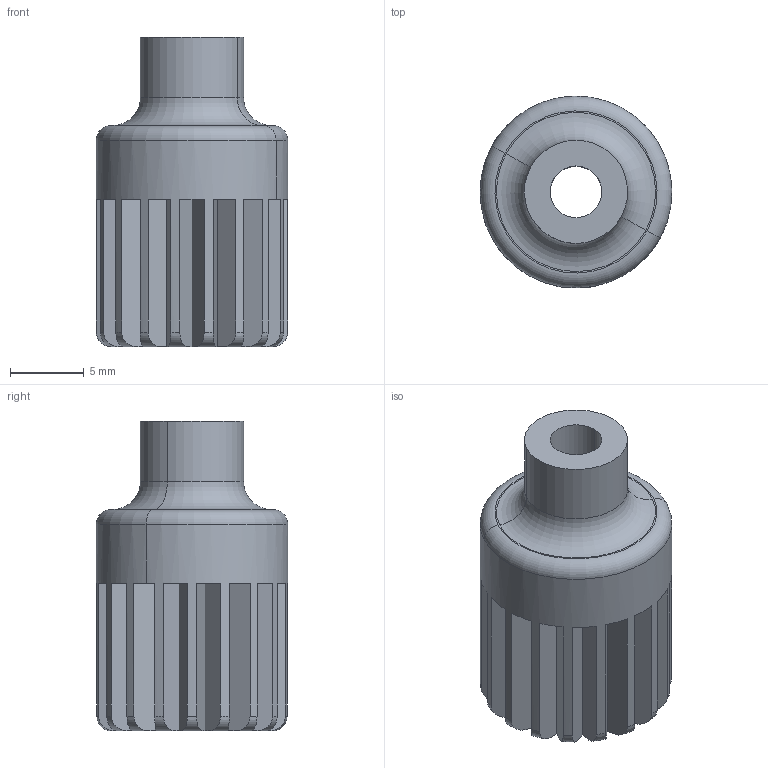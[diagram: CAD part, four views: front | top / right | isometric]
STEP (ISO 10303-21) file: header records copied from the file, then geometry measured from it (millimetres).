
FILE_DESCRIPTION(('CATIA V5 STEP Exchange'),'2;1');
FILE_NAME('HYPERCUBE-EVO-0028_NGEN.stp','2018-08-25T14:10:05+00:00',('none'),('none'),'CATIA Version 5 Release 21 GA (IN-10)','CATIA V5 STEP AP203','none');
FILE_SCHEMA(('CONFIG_CONTROL_DESIGN'));
Length unit declared in the file: millimetre
Products named in the file (1): HYPERCUBE-EVO-0028_NGEN
Bounding box: 13 x 13 x 21 mm (x, y, z)
Volume: 1743.8 mm3; surface area: 1502.4 mm2
Topology: 1 solids, 1 shells, 98 faces, 272 edges, 178 vertices
Faces by surface type: plane 64, torus 22, cylinder 12
Entity records: 3159 total; most frequent: CARTESIAN_POINT 834, ORIENTED_EDGE 544, DIRECTION 354, EDGE_CURVE 272, VERTEX_POINT 178, VECTOR 156, LINE 156, AXIS2_PLACEMENT_3D 137
